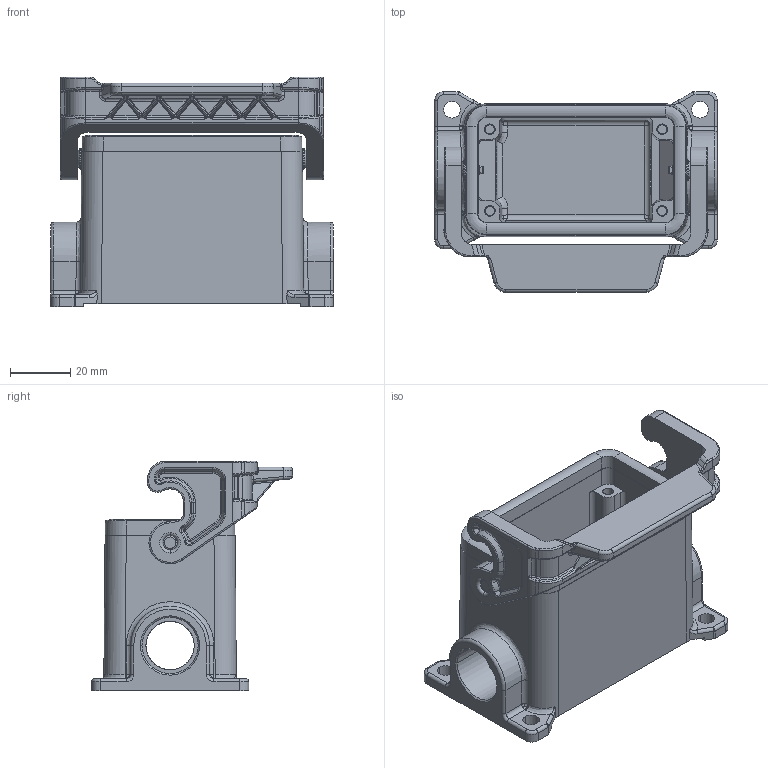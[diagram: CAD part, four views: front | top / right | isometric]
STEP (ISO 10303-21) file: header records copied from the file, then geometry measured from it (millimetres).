
FILE_DESCRIPTION(('Creo Elements/Direct Modeling STEP Export'),'2;1');
FILE_NAME('0ln7uvk5tno3tsg968','2023-11-15T16:15:47',(''),(''),'Creo Elements/Direct Modeling STEP processor for AP214 (Solid Model)','Creo Elements/Direct Modeling 20.1B 02-Apr-2019 (C) Parametric Technology GmbH','');
FILE_SCHEMA(('AUTOMOTIVE_DESIGN { 1 0 10303 214 1 1 1 1 }'));
Products named in the file (2): JMPP 10 L220
Assembly tree (1 placements, depth 2):
  JMPP 10 L220
    JMPP 10 L220
Bounding box: 93.5 x 66.5 x 76 mm (x, y, z)
Volume: 91671.8 mm3; surface area: 42534 mm2
Topology: 1 solids, 1 shells, 789 faces, 1943 edges, 1160 vertices
Faces by surface type: cylinder 326, bspline 182, plane 169, torus 73, cone 34, sphere 5
Entity records: 71003 total; most frequent: CARTESIAN_POINT 48456, ORIENTED_EDGE 3872, DIRECTION 2741, EDGE_CURVE 1936, VERTEX_POINT 1160, AXIS2_PLACEMENT_3D 991, EDGE_LOOP 814, COLOUR_RGB 790
